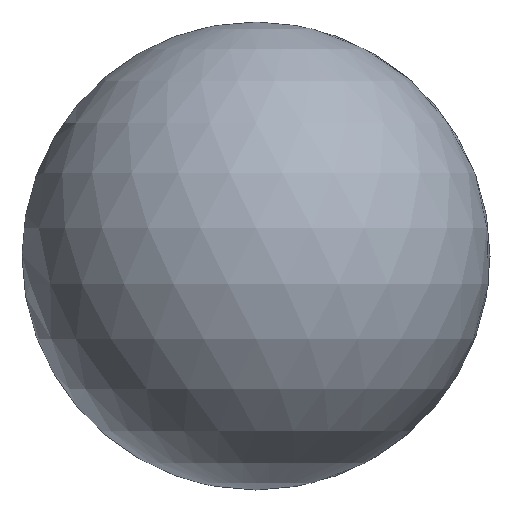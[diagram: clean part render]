
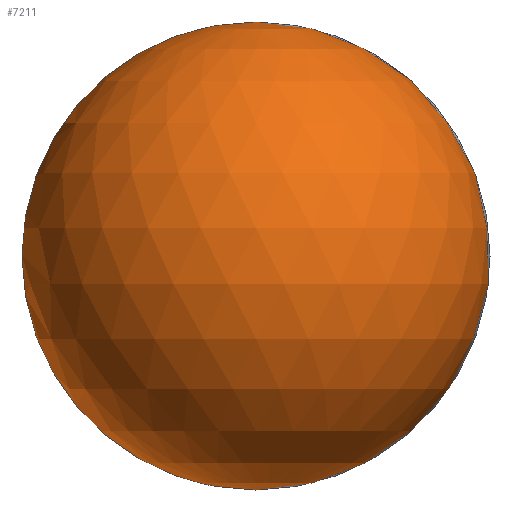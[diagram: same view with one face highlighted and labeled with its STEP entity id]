
A CAD part, front view. The second image highlights one B-rep face of the part: STEP entity #7211.
In plain terms, the highlighted spherical face has radius 50 mm.
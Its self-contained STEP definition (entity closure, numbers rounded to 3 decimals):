
#424=SPHERICAL_SURFACE('',#7795,50.);
#1038=FACE_OUTER_BOUND('',#1489,.T.);
#1489=EDGE_LOOP('',(#6581,#6582));
#2729=CIRCLE('',#7796,50.);
#3410=VERTEX_POINT('',#25252);
#3411=VERTEX_POINT('',#25253);
#4468=EDGE_CURVE('',#3410,#3411,#2729,.T.);
#6581=ORIENTED_EDGE('',*,*,#4468,.T.);
#6582=ORIENTED_EDGE('',*,*,#4468,.F.);
#7211=ADVANCED_FACE('',(#1038),#424,.T.);
#7795=AXIS2_PLACEMENT_3D('',#25251,#9446,#9447);
#7796=AXIS2_PLACEMENT_3D('',#25254,#9448,#9449);
#9446=DIRECTION('center_axis',(0.,0.,1.));
#9447=DIRECTION('ref_axis',(1.,0.,0.));
#9448=DIRECTION('center_axis',(0.,-1.,0.));
#9449=DIRECTION('ref_axis',(-1.,0.,0.));
#25251=CARTESIAN_POINT('Origin',(0.,-100.,0.));
#25252=CARTESIAN_POINT('',(0.,-100.,50.));
#25253=CARTESIAN_POINT('',(0.,-100.,-50.));
#25254=CARTESIAN_POINT('Origin',(0.,-100.,0.));
